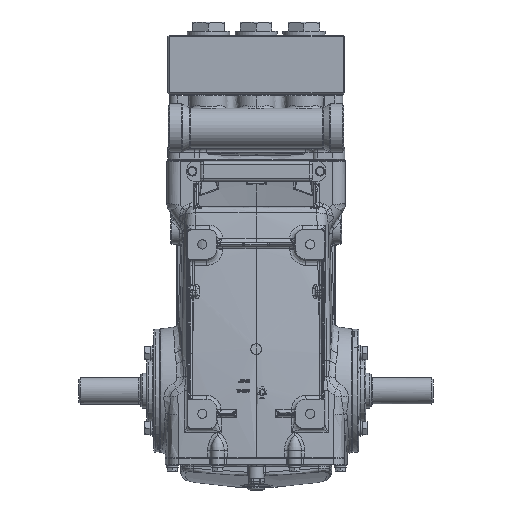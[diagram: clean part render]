
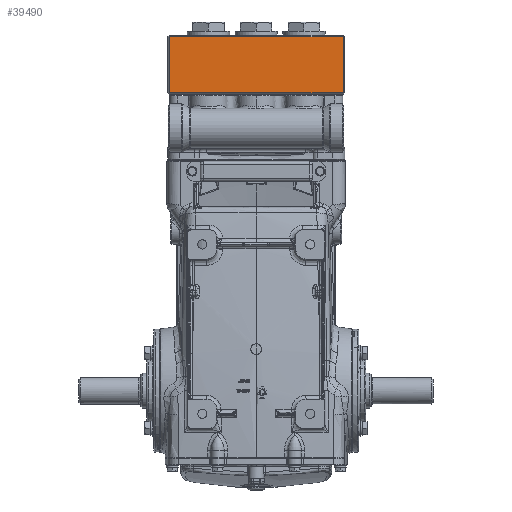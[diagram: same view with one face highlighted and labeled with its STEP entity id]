
A CAD part, front view. The second image highlights one B-rep face of the part: STEP entity #39490.
In plain terms, the highlighted planar face has unit normal (0, -1, 0).
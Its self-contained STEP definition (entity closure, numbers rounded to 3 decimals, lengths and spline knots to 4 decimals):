
#1255 = CARTESIAN_POINT ( 'NONE',  ( 4.4488, -3.5433, 18.189 ) ) ;
#1799 = DIRECTION ( 'NONE',  ( 0., 0., -1. ) ) ;
#3245 = LINE ( 'NONE', #38390, #18333 ) ;
#6401 = VECTOR ( 'NONE', #104284, 39.3701 ) ;
#11347 = ORIENTED_EDGE ( 'NONE', *, *, #75771, .T. ) ;
#15122 = CARTESIAN_POINT ( 'NONE',  ( 4.4488, -3.5433, 15.2362 ) ) ;
#18333 = VECTOR ( 'NONE', #73536, 39.3701 ) ;
#18973 = CARTESIAN_POINT ( 'NONE',  ( -4.5276, -3.5433, 18.189 ) ) ;
#25812 = VECTOR ( 'NONE', #1799, 39.3701 ) ;
#30956 = VERTEX_POINT ( 'NONE', #15122 ) ;
#31334 = CARTESIAN_POINT ( 'NONE',  ( 4.4488, -3.5433, 18.1102 ) ) ;
#34083 = LINE ( 'NONE', #69204, #6401 ) ;
#36276 = FACE_OUTER_BOUND ( 'NONE', #78746, .T. ) ;
#36417 = DIRECTION ( 'NONE',  ( 0., 0., -1. ) ) ;
#38390 = CARTESIAN_POINT ( 'NONE',  ( -4.5276, -3.5433, 15.2362 ) ) ;
#39490 = ADVANCED_FACE ( 'NONE', ( #36276 ), #97863, .F. ) ;
#40495 = EDGE_CURVE ( 'NONE', #58662, #83121, #34083, .T. ) ;
#45256 = ORIENTED_EDGE ( 'NONE', *, *, #49874, .F. ) ;
#45621 = LINE ( 'NONE', #80708, #25812 ) ;
#49874 = EDGE_CURVE ( 'NONE', #58662, #30956, #80172, .T. ) ;
#53877 = ORIENTED_EDGE ( 'NONE', *, *, #40495, .T. ) ;
#54121 = DIRECTION ( 'NONE',  ( 0., 1., 0. ) ) ;
#57800 = AXIS2_PLACEMENT_3D ( 'NONE', #18973, #54121, #89225 ) ;
#58662 = VERTEX_POINT ( 'NONE', #31334 ) ;
#69204 = CARTESIAN_POINT ( 'NONE',  ( -4.5276, -3.5433, 18.1102 ) ) ;
#69811 = CARTESIAN_POINT ( 'NONE',  ( -4.4488, -3.5433, 15.2362 ) ) ;
#73536 = DIRECTION ( 'NONE',  ( 1., 0., 0. ) ) ;
#75771 = EDGE_CURVE ( 'NONE', #83121, #98606, #45621, .T. ) ;
#78746 = EDGE_LOOP ( 'NONE', ( #100850, #45256, #53877, #11347 ) ) ;
#80172 = LINE ( 'NONE', #1255, #113615 ) ;
#80708 = CARTESIAN_POINT ( 'NONE',  ( -4.4488, -3.5433, 18.189 ) ) ;
#83121 = VERTEX_POINT ( 'NONE', #93407 ) ;
#87894 = EDGE_CURVE ( 'NONE', #98606, #30956, #3245, .T. ) ;
#89225 = DIRECTION ( 'NONE',  ( 0., 0., 1. ) ) ;
#93407 = CARTESIAN_POINT ( 'NONE',  ( -4.4488, -3.5433, 18.1102 ) ) ;
#97863 = PLANE ( 'NONE',  #57800 ) ;
#98606 = VERTEX_POINT ( 'NONE', #69811 ) ;
#100850 = ORIENTED_EDGE ( 'NONE', *, *, #87894, .T. ) ;
#104284 = DIRECTION ( 'NONE',  ( -1., 0., 0. ) ) ;
#113615 = VECTOR ( 'NONE', #36417, 39.3701 ) ;
